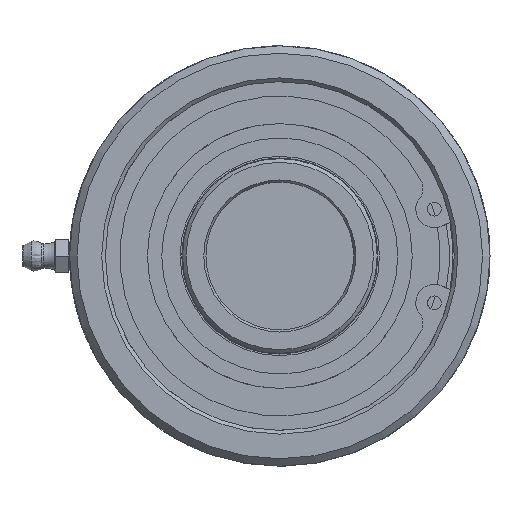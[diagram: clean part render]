
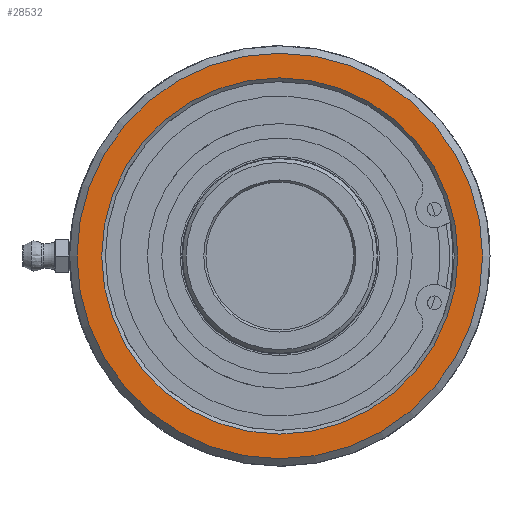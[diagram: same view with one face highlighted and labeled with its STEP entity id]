
A CAD part, left-side view. The second image highlights one B-rep face of the part: STEP entity #28532.
In plain terms, the highlighted planar face has unit normal (-1, 0, 0).
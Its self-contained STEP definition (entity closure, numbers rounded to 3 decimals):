
#233=FACE_BOUND('',#8419,.T.);
#835=PLANE('',#30184);
#6686=FACE_OUTER_BOUND('',#8418,.T.);
#8418=EDGE_LOOP('',(#25961));
#8419=EDGE_LOOP('',(#25962));
#9338=CIRCLE('',#30183,38.34);
#9339=CIRCLE('',#30185,43.65);
#13646=VERTEX_POINT('',#64198);
#13647=VERTEX_POINT('',#64202);
#17791=EDGE_CURVE('',#13646,#13646,#9338,.T.);
#17792=EDGE_CURVE('',#13647,#13647,#9339,.T.);
#25961=ORIENTED_EDGE('',*,*,#17792,.F.);
#25962=ORIENTED_EDGE('',*,*,#17791,.F.);
#28532=ADVANCED_FACE('',(#6686,#233),#835,.F.);
#30183=AXIS2_PLACEMENT_3D('',#64200,#35137,#35138);
#30184=AXIS2_PLACEMENT_3D('',#64201,#35139,#35140);
#30185=AXIS2_PLACEMENT_3D('',#64203,#35141,#35142);
#35137=DIRECTION('center_axis',(-1.,0.,0.));
#35138=DIRECTION('ref_axis',(0.,-1.,0.));
#35139=DIRECTION('center_axis',(1.,0.,0.));
#35140=DIRECTION('ref_axis',(0.,0.,-1.));
#35141=DIRECTION('center_axis',(1.,0.,0.));
#35142=DIRECTION('ref_axis',(0.,1.,0.));
#64198=CARTESIAN_POINT('',(-6.8,38.34,0.));
#64200=CARTESIAN_POINT('Origin',(-6.8,0.,0.));
#64201=CARTESIAN_POINT('Origin',(-6.8,47.988,0.));
#64202=CARTESIAN_POINT('',(-6.8,-43.65,0.));
#64203=CARTESIAN_POINT('Origin',(-6.8,0.,0.));
